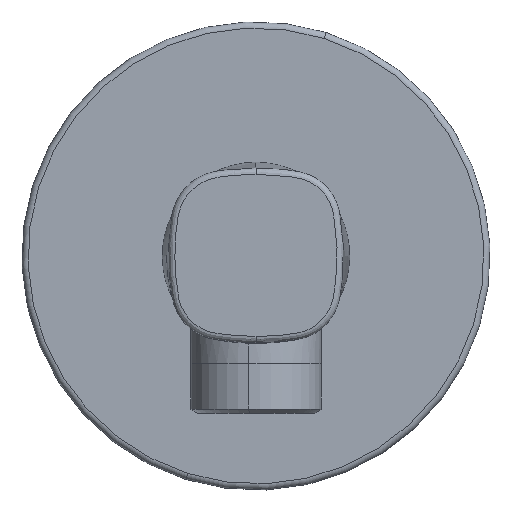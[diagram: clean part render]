
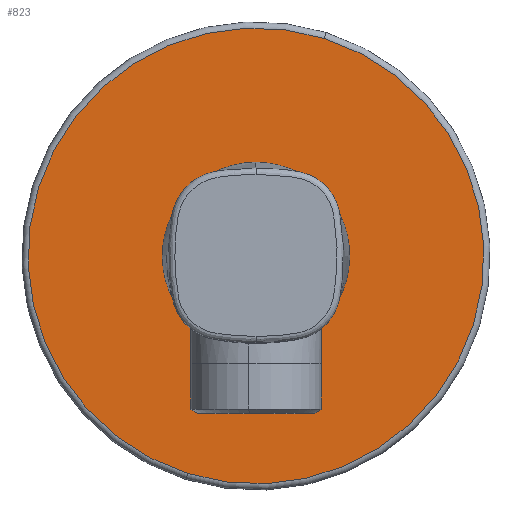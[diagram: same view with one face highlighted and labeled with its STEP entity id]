
A CAD part, top view. The second image highlights one B-rep face of the part: STEP entity #823.
In plain terms, the highlighted planar face has unit normal (0, 0, 1).
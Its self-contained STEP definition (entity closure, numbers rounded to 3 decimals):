
#5 = CARTESIAN_POINT ( 'NONE',  ( -14.156, -5.086, 11.6 ) ) ;
#19 = CARTESIAN_POINT ( 'NONE',  ( -14.801, -2.963, 11.6 ) ) ;
#42 = CIRCLE ( 'NONE', #98, 36.5 ) ;
#43 = CARTESIAN_POINT ( 'NONE',  ( 12.238, 8.768, 11.6 ) ) ;
#83 = PLANE ( 'NONE',  #574 ) ;
#92 = CARTESIAN_POINT ( 'NONE',  ( -7.285, -13.127, 11.6 ) ) ;
#98 = AXIS2_PLACEMENT_3D ( 'NONE', #2061, #1000, #2243 ) ;
#120 = CARTESIAN_POINT ( 'NONE',  ( -10.666, -10.685, 11.6 ) ) ;
#149 = CARTESIAN_POINT ( 'NONE',  ( 4.172, 14.561, 11.6 ) ) ;
#153 = VERTEX_POINT ( 'NONE', #1726 ) ;
#158 = CARTESIAN_POINT ( 'NONE',  ( -15.098, -0.019, 11.6 ) ) ;
#214 = CARTESIAN_POINT ( 'NONE',  ( -14.808, 2.927, 11.6 ) ) ;
#225 = EDGE_CURVE ( 'NONE', #153, #1783, #2240, .T. ) ;
#247 = CARTESIAN_POINT ( 'NONE',  ( 13.123, -7.293, 11.6 ) ) ;
#330 = CARTESIAN_POINT ( 'NONE',  ( -14.097, 5.289, 11.6 ) ) ;
#340 = CARTESIAN_POINT ( 'NONE',  ( -13.257, 7.067, 11.6 ) ) ;
#389 = CARTESIAN_POINT ( 'NONE',  ( -12.247, 8.756, 11.6 ) ) ;
#420 = CARTESIAN_POINT ( 'NONE',  ( 8.768, 12.238, 11.6 ) ) ;
#433 = VERTEX_POINT ( 'NONE', #1735 ) ;
#533 = CARTESIAN_POINT ( 'NONE',  ( 10.676, 10.676, 11.6 ) ) ;
#539 = CARTESIAN_POINT ( 'NONE',  ( -4.423, 14.511, 11.6 ) ) ;
#549 = CARTESIAN_POINT ( 'NONE',  ( -1.966, 15., 11.6 ) ) ;
#556 = CARTESIAN_POINT ( 'NONE',  ( 0., 15., 11.6 ) ) ;
#571 = DIRECTION ( 'NONE',  ( 0.3, 0.954, 0. ) ) ;
#574 = AXIS2_PLACEMENT_3D ( 'NONE', #2253, #1865, #842 ) ;
#786 = CARTESIAN_POINT ( 'NONE',  ( -6.409, -13.568, 11.6 ) ) ;
#811 = CARTESIAN_POINT ( 'NONE',  ( 15.391, 0., 11.6 ) ) ;
#820 = CARTESIAN_POINT ( 'NONE',  ( 13.123, 7.293, 11.6 ) ) ;
#823 = ADVANCED_FACE ( 'NONE', ( #1167, #2052 ), #83, .T. ) ;
#842 = DIRECTION ( 'NONE',  ( 0.3, 0.954, 0. ) ) ;
#854 = CARTESIAN_POINT ( 'NONE',  ( 0., -15., 11.6 ) ) ;
#884 = CARTESIAN_POINT ( 'NONE',  ( 12.238, -8.768, 11.6 ) ) ;
#942 = CARTESIAN_POINT ( 'NONE',  ( 0., 15., 11.6 ) ) ;
#961 = CIRCLE ( 'NONE', #2267, 36.5 ) ;
#1000 = DIRECTION ( 'NONE',  ( 0., 0., 1. ) ) ;
#1037 = CARTESIAN_POINT ( 'NONE',  ( 10.676, -10.676, 11.6 ) ) ;
#1092 = CARTESIAN_POINT ( 'NONE',  ( 14.561, -4.172, 11.6 ) ) ;
#1145 = CARTESIAN_POINT ( 'NONE',  ( 8.768, -12.238, 11.6 ) ) ;
#1159 = CARTESIAN_POINT ( 'NONE',  ( 7.293, -13.123, 11.6 ) ) ;
#1167 = FACE_OUTER_BOUND ( 'NONE', #1717, .T. ) ;
#1267 = B_SPLINE_CURVE_WITH_KNOTS ( 'NONE', 3,
 ( #1852, #1678, #2072, #2107, #1159, #1145, #1037, #884, #247, #1627, #1092, #811, #1509, #1866, #820, #43, #533, #420, #1513, #2073, #149, #2154, #942 ),
 .UNSPECIFIED., .F., .F.,
 ( 4, 1, 1, 1, 1, 1, 1, 1, 1, 1, 1, 1, 1, 1, 1, 1, 1, 1, 1, 1, 4 ),
 ( 0., 0.006, 0.007, 0.007, 0.009, 0.012, 0.015, 0.016, 0.017, 0.018, 0.023, 0.029, 0.03, 0.031, 0.032, 0.035, 0.038, 0.04, 0.04, 0.041, 0.047 ),
 .UNSPECIFIED. ) ;
#1283 = CARTESIAN_POINT ( 'NONE',  ( -8.759, -12.244, 11.6 ) ) ;
#1317 = CARTESIAN_POINT ( 'NONE',  ( 0., 0., 11.6 ) ) ;
#1362 = CARTESIAN_POINT ( 'NONE',  ( -4.167, -14.562, 11.6 ) ) ;
#1479 = VERTEX_POINT ( 'NONE', #2305 ) ;
#1487 = CARTESIAN_POINT ( 'NONE',  ( -1.961, -15., 11.6 ) ) ;
#1509 = CARTESIAN_POINT ( 'NONE',  ( 14.561, 4.172, 11.6 ) ) ;
#1513 = CARTESIAN_POINT ( 'NONE',  ( 7.293, 13.123, 11.6 ) ) ;
#1557 = ORIENTED_EDGE ( 'NONE', *, *, #2095, .T. ) ;
#1561 = EDGE_CURVE ( 'NONE', #153, #1783, #1267, .T. ) ;
#1627 = CARTESIAN_POINT ( 'NONE',  ( 13.565, -6.416, 11.6 ) ) ;
#1650 = CARTESIAN_POINT ( 'NONE',  ( -12.229, -8.78, 11.6 ) ) ;
#1678 = CARTESIAN_POINT ( 'NONE',  ( 1.963, -15., 11.6 ) ) ;
#1717 = EDGE_LOOP ( 'NONE', ( #1862, #1557 ) ) ;
#1726 = CARTESIAN_POINT ( 'NONE',  ( 0., -15., 11.6 ) ) ;
#1735 = CARTESIAN_POINT ( 'NONE',  ( 10.944, 34.821, 11.6 ) ) ;
#1776 = CARTESIAN_POINT ( 'NONE',  ( -7.089, 13.246, 11.6 ) ) ;
#1783 = VERTEX_POINT ( 'NONE', #1947 ) ;
#1815 = CARTESIAN_POINT ( 'NONE',  ( -8.777, 12.232, 11.6 ) ) ;
#1816 = EDGE_CURVE ( 'NONE', #433, #1479, #961, .T. ) ;
#1830 = CARTESIAN_POINT ( 'NONE',  ( -10.685, 10.667, 11.6 ) ) ;
#1852 = CARTESIAN_POINT ( 'NONE',  ( 0., -15., 11.6 ) ) ;
#1862 = ORIENTED_EDGE ( 'NONE', *, *, #1816, .T. ) ;
#1865 = DIRECTION ( 'NONE',  ( 0., 0., 1. ) ) ;
#1866 = CARTESIAN_POINT ( 'NONE',  ( 13.565, 6.416, 11.6 ) ) ;
#1947 = CARTESIAN_POINT ( 'NONE',  ( 0., 15., 11.6 ) ) ;
#2023 = ORIENTED_EDGE ( 'NONE', *, *, #225, .T. ) ;
#2039 = CARTESIAN_POINT ( 'NONE',  ( -13.115, -7.307, 11.6 ) ) ;
#2052 = FACE_BOUND ( 'NONE', #2222, .T. ) ;
#2061 = CARTESIAN_POINT ( 'NONE',  ( 0., 0., 11.6 ) ) ;
#2072 = CARTESIAN_POINT ( 'NONE',  ( 4.172, -14.561, 11.6 ) ) ;
#2073 = CARTESIAN_POINT ( 'NONE',  ( 6.416, 13.565, 11.6 ) ) ;
#2095 = EDGE_CURVE ( 'NONE', #1479, #433, #42, .T. ) ;
#2107 = CARTESIAN_POINT ( 'NONE',  ( 6.416, -13.565, 11.6 ) ) ;
#2154 = CARTESIAN_POINT ( 'NONE',  ( 1.963, 15., 11.6 ) ) ;
#2187 = CARTESIAN_POINT ( 'NONE',  ( -13.558, -6.431, 11.6 ) ) ;
#2204 = DIRECTION ( 'NONE',  ( 0., 0., 1. ) ) ;
#2222 = EDGE_LOOP ( 'NONE', ( #2023, #2249 ) ) ;
#2240 = B_SPLINE_CURVE_WITH_KNOTS ( 'NONE', 3,
 ( #854, #1487, #1362, #786, #92, #1283, #120, #1650, #2039, #2187, #5, #19, #158, #214, #330, #340, #389, #1830, #1815, #1776, #539, #549, #556 ),
 .UNSPECIFIED., .F., .F.,
 ( 4, 1, 1, 1, 1, 1, 1, 1, 1, 1, 1, 1, 1, 1, 1, 1, 1, 1, 1, 1, 4 ),
 ( 0., 0.006, 0.007, 0.007, 0.009, 0.012, 0.015, 0.016, 0.017, 0.018, 0.021, 0.023, 0.026, 0.029, 0.031, 0.032, 0.035, 0.038, 0.04, 0.041, 0.047 ),
 .UNSPECIFIED. ) ;
#2243 = DIRECTION ( 'NONE',  ( 0.3, 0.954, 0. ) ) ;
#2249 = ORIENTED_EDGE ( 'NONE', *, *, #1561, .F. ) ;
#2253 = CARTESIAN_POINT ( 'NONE',  ( 0., 0., 11.6 ) ) ;
#2267 = AXIS2_PLACEMENT_3D ( 'NONE', #1317, #2204, #571 ) ;
#2305 = CARTESIAN_POINT ( 'NONE',  ( -10.944, -34.821, 11.6 ) ) ;
